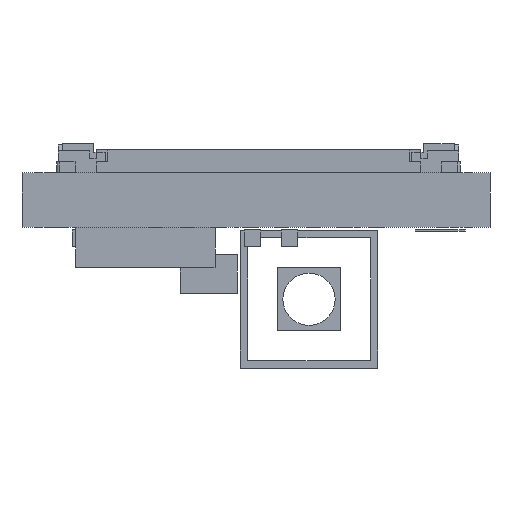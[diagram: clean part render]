
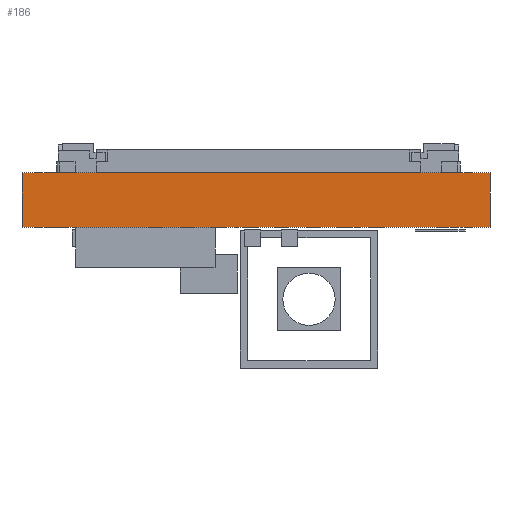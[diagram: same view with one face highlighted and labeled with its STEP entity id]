
A CAD part, front view. The second image highlights one B-rep face of the part: STEP entity #186.
In plain terms, the highlighted planar face has unit normal (0, -1, 0).
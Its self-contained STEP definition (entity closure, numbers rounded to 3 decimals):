
#88 = EDGE_CURVE('',#89,#91,#93,.T.);
#89 = VERTEX_POINT('',#90);
#90 = CARTESIAN_POINT('',(-9.4,-0.008,-1.098
    ));
#91 = VERTEX_POINT('',#92);
#92 = CARTESIAN_POINT('',(-9.4,-0.008,0.));
#93 = LINE('',#94,#95);
#94 = CARTESIAN_POINT('',(-9.4,-0.008,-1.098
    ));
#95 = VECTOR('',#96,1.);
#96 = DIRECTION('',(0.,0.,1.));
#161 = VERTEX_POINT('',#162);
#162 = CARTESIAN_POINT('',(0.,-0.008,0.));
#168 = EDGE_CURVE('',#169,#161,#171,.T.);
#169 = VERTEX_POINT('',#170);
#170 = CARTESIAN_POINT('',(0.,-0.008,-1.098));
#171 = LINE('',#172,#173);
#172 = CARTESIAN_POINT('',(0.,-0.008,-1.098));
#173 = VECTOR('',#174,1.);
#174 = DIRECTION('',(0.,0.,1.));
#186 = ADVANCED_FACE('',(#187),#203,.T.);
#187 = FACE_BOUND('',#188,.T.);
#188 = EDGE_LOOP('',(#189,#190,#196,#197));
#189 = ORIENTED_EDGE('',*,*,#168,.T.);
#190 = ORIENTED_EDGE('',*,*,#191,.T.);
#191 = EDGE_CURVE('',#161,#91,#192,.T.);
#192 = LINE('',#193,#194);
#193 = CARTESIAN_POINT('',(0.,-0.008,0.));
#194 = VECTOR('',#195,1.);
#195 = DIRECTION('',(-1.,0.,0.));
#196 = ORIENTED_EDGE('',*,*,#88,.F.);
#197 = ORIENTED_EDGE('',*,*,#198,.F.);
#198 = EDGE_CURVE('',#169,#89,#199,.T.);
#199 = LINE('',#200,#201);
#200 = CARTESIAN_POINT('',(0.,-0.008,-1.098));
#201 = VECTOR('',#202,1.);
#202 = DIRECTION('',(-1.,0.,0.));
#203 = PLANE('',#204);
#204 = AXIS2_PLACEMENT_3D('',#205,#206,#207);
#205 = CARTESIAN_POINT('',(0.,-0.008,-1.098));
#206 = DIRECTION('',(0.,-1.,0.));
#207 = DIRECTION('',(-1.,0.,0.));
